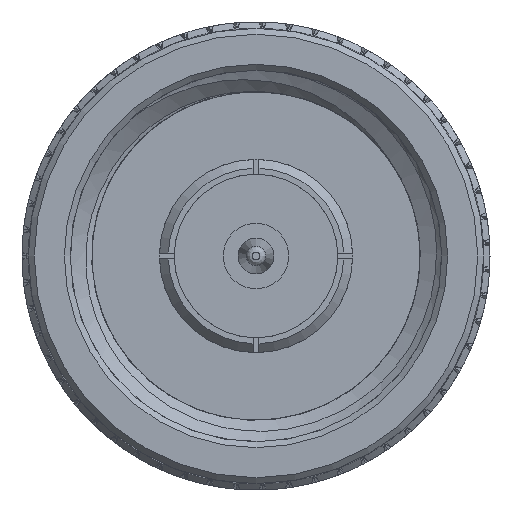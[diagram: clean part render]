
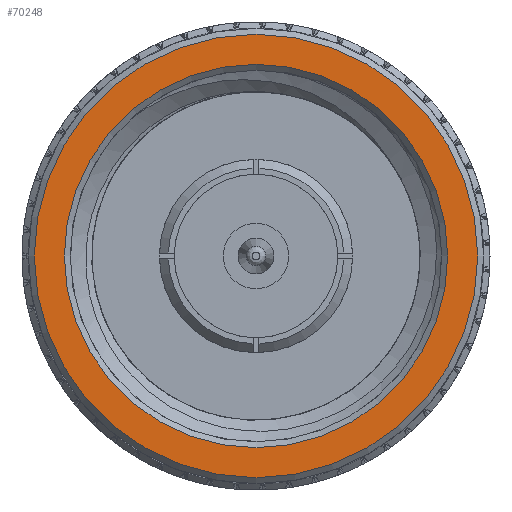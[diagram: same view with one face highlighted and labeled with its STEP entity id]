
A CAD part, left-side view. The second image highlights one B-rep face of the part: STEP entity #70248.
In plain terms, the highlighted planar face has unit normal (-1, 0, 0).
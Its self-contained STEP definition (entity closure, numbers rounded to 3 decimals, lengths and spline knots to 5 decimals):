
#1467 = DIRECTION ( 'NONE',  ( 0., 0., 1. ) ) ;
#1993 = EDGE_CURVE ( 'NONE', #80273, #80273, #90349, .T. ) ;
#2764 = VERTEX_POINT ( 'NONE', #90126 ) ;
#17429 = EDGE_LOOP ( 'NONE', ( #22547 ) ) ;
#17848 = DIRECTION ( 'NONE',  ( 0., 1., 0. ) ) ;
#18596 = AXIS2_PLACEMENT_3D ( 'NONE', #24415, #29224, #17848 ) ;
#22547 = ORIENTED_EDGE ( 'NONE', *, *, #52726, .T. ) ;
#24415 = CARTESIAN_POINT ( 'NONE',  ( 0., 0.38309, 0. ) ) ;
#25379 = DIRECTION ( 'NONE',  ( -1., 0., 0. ) ) ;
#29224 = DIRECTION ( 'NONE',  ( -1., 0., 0. ) ) ;
#39459 = CARTESIAN_POINT ( 'NONE',  ( 0., 0., 0. ) ) ;
#41947 = AXIS2_PLACEMENT_3D ( 'NONE', #39459, #25379, #54041 ) ;
#51849 = ORIENTED_EDGE ( 'NONE', *, *, #1993, .T. ) ;
#52726 = EDGE_CURVE ( 'NONE', #2764, #2764, #60043, .T. ) ;
#54041 = DIRECTION ( 'NONE',  ( 0., 1., 0. ) ) ;
#54306 = AXIS2_PLACEMENT_3D ( 'NONE', #85110, #71904, #1467 ) ;
#60043 = CIRCLE ( 'NONE', #41947, 0.37309 ) ;
#67651 = FACE_OUTER_BOUND ( 'NONE', #17429, .T. ) ;
#70248 = ADVANCED_FACE ( 'NONE', ( #86574, #67651 ), #89268, .T. ) ;
#71904 = DIRECTION ( 'NONE',  ( 1., 0., 0. ) ) ;
#80273 = VERTEX_POINT ( 'NONE', #87323 ) ;
#84701 = EDGE_LOOP ( 'NONE', ( #51849 ) ) ;
#85110 = CARTESIAN_POINT ( 'NONE',  ( 0., 0., 0. ) ) ;
#86574 = FACE_BOUND ( 'NONE', #84701, .T. ) ;
#87323 = CARTESIAN_POINT ( 'NONE',  ( 0., 0., 0.3225 ) ) ;
#89268 = PLANE ( 'NONE',  #18596 ) ;
#90126 = CARTESIAN_POINT ( 'NONE',  ( 0., 0.37309, 0. ) ) ;
#90349 = CIRCLE ( 'NONE', #54306, 0.3225 ) ;
